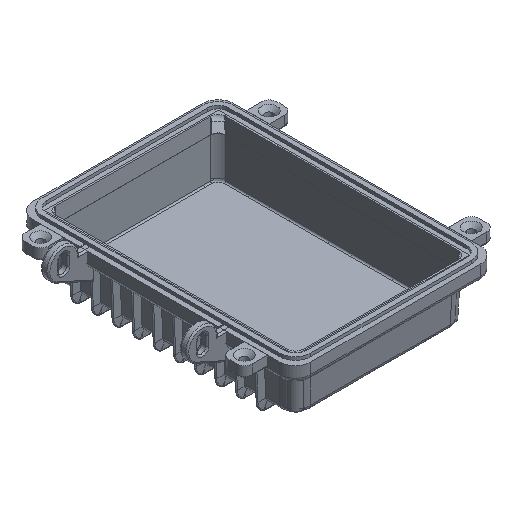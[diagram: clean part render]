
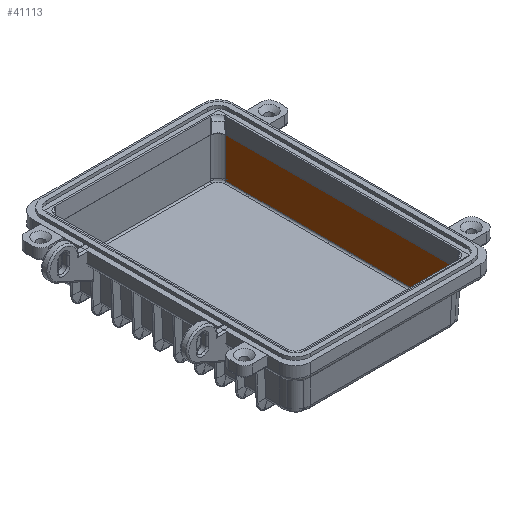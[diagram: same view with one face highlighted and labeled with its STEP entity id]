
A CAD part, isometric view. The second image highlights one B-rep face of the part: STEP entity #41113.
In plain terms, the highlighted planar face has unit normal (-0.999, 0, 0.035).
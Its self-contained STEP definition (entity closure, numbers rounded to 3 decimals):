
#40801 = CYLINDRICAL_SURFACE('',#40802,5.);
#40802 = AXIS2_PLACEMENT_3D('',#40803,#40804,#40805);
#40803 = CARTESIAN_POINT('',(50.301,-75.301,
    0.349));
#40804 = DIRECTION('',(-0.035,0.035,
    -0.999));
#40805 = DIRECTION('',(0.999,0.,
    -0.035));
#40848 = CYLINDRICAL_SURFACE('',#40849,5.);
#40849 = AXIS2_PLACEMENT_3D('',#40850,#40851,#40852);
#40850 = CARTESIAN_POINT('',(49.043,74.043,
    -35.651));
#40851 = DIRECTION('',(0.035,0.035,
    0.999));
#40852 = DIRECTION('',(0.999,0.,
    -0.035));
#40904 = EDGE_CURVE('',#40905,#40907,#40909,.T.);
#40905 = VERTEX_POINT('',#40906);
#40906 = CARTESIAN_POINT('',(54.942,-74.945,-10.));
#40907 = VERTEX_POINT('',#40908);
#40908 = CARTESIAN_POINT('',(54.068,-74.071,
    -35.035));
#40909 = SURFACE_CURVE('',#40910,(#40914,#40921),.PCURVE_S1.);
#40910 = LINE('',#40911,#40912);
#40911 = CARTESIAN_POINT('',(55.298,-75.301,
    0.174));
#40912 = VECTOR('',#40913,1.);
#40913 = DIRECTION('',(-0.035,0.035,
    -0.999));
#40914 = PCURVE('',#40801,#40915);
#40915 = DEFINITIONAL_REPRESENTATION('',(#40916),#40920);
#40916 = LINE('',#40917,#40918);
#40917 = CARTESIAN_POINT('',(0.,0.));
#40918 = VECTOR('',#40919,1.);
#40919 = DIRECTION('',(0.,1.));
#40920 = ( GEOMETRIC_REPRESENTATION_CONTEXT(2) 
PARAMETRIC_REPRESENTATION_CONTEXT() REPRESENTATION_CONTEXT('2D SPACE',''
  ) );
#40921 = PCURVE('',#40922,#40927);
#40922 = PLANE('',#40923);
#40923 = AXIS2_PLACEMENT_3D('',#40924,#40925,#40926);
#40924 = CARTESIAN_POINT('',(54.647,0.,-18.465)
  );
#40925 = DIRECTION('',(0.999,0.,-0.035));
#40926 = DIRECTION('',(0.,1.,0.));
#40927 = DEFINITIONAL_REPRESENTATION('',(#40928),#40932);
#40928 = LINE('',#40929,#40930);
#40929 = CARTESIAN_POINT('',(-75.301,18.651));
#40930 = VECTOR('',#40931,1.);
#40931 = DIRECTION('',(0.035,-0.999));
#40932 = ( GEOMETRIC_REPRESENTATION_CONTEXT(2) 
PARAMETRIC_REPRESENTATION_CONTEXT() REPRESENTATION_CONTEXT('2D SPACE',''
  ) );
#41013 = EDGE_CURVE('',#41014,#41016,#41018,.T.);
#41014 = VERTEX_POINT('',#41015);
#41015 = CARTESIAN_POINT('',(54.068,74.071,
    -35.035));
#41016 = VERTEX_POINT('',#41017);
#41017 = CARTESIAN_POINT('',(54.942,74.945,-10.));
#41018 = SURFACE_CURVE('',#41019,(#41023,#41030),.PCURVE_S1.);
#41019 = LINE('',#41020,#41021);
#41020 = CARTESIAN_POINT('',(54.04,74.043,
    -35.826));
#41021 = VECTOR('',#41022,1.);
#41022 = DIRECTION('',(0.035,0.035,
    0.999));
#41023 = PCURVE('',#40848,#41024);
#41024 = DEFINITIONAL_REPRESENTATION('',(#41025),#41029);
#41025 = LINE('',#41026,#41027);
#41026 = CARTESIAN_POINT('',(0.,0.));
#41027 = VECTOR('',#41028,1.);
#41028 = DIRECTION('',(0.,1.));
#41029 = ( GEOMETRIC_REPRESENTATION_CONTEXT(2) 
PARAMETRIC_REPRESENTATION_CONTEXT() REPRESENTATION_CONTEXT('2D SPACE',''
  ) );
#41030 = PCURVE('',#40922,#41031);
#41031 = DEFINITIONAL_REPRESENTATION('',(#41032),#41036);
#41032 = LINE('',#41033,#41034);
#41033 = CARTESIAN_POINT('',(74.043,-17.371));
#41034 = VECTOR('',#41035,1.);
#41035 = DIRECTION('',(0.035,0.999));
#41036 = ( GEOMETRIC_REPRESENTATION_CONTEXT(2) 
PARAMETRIC_REPRESENTATION_CONTEXT() REPRESENTATION_CONTEXT('2D SPACE',''
  ) );
#41113 = ADVANCED_FACE('',(#41114),#40922,.F.);
#41114 = FACE_BOUND('',#41115,.F.);
#41115 = EDGE_LOOP('',(#41116,#41130,#41131,#41157));
#41116 = ORIENTED_EDGE('',*,*,#41117,.T.);
#41117 = EDGE_CURVE('',#41016,#40905,#41118,.T.);
#41118 = SURFACE_CURVE('',#41119,(#41123),.PCURVE_S1.);
#41119 = LINE('',#41120,#41121);
#41120 = CARTESIAN_POINT('',(54.942,0.,-10.));
#41121 = VECTOR('',#41122,1.);
#41122 = DIRECTION('',(0.,-1.,0.));
#41123 = PCURVE('',#40922,#41124);
#41124 = DEFINITIONAL_REPRESENTATION('',(#41125),#41129);
#41125 = LINE('',#41126,#41127);
#41126 = CARTESIAN_POINT('',(0.,8.47));
#41127 = VECTOR('',#41128,1.);
#41128 = DIRECTION('',(-1.,0.));
#41129 = ( GEOMETRIC_REPRESENTATION_CONTEXT(2) 
PARAMETRIC_REPRESENTATION_CONTEXT() REPRESENTATION_CONTEXT('2D SPACE',''
  ) );
#41130 = ORIENTED_EDGE('',*,*,#40904,.T.);
#41131 = ORIENTED_EDGE('',*,*,#41132,.T.);
#41132 = EDGE_CURVE('',#40907,#41014,#41133,.T.);
#41133 = SURFACE_CURVE('',#41134,(#41138,#41145),.PCURVE_S1.);
#41134 = LINE('',#41135,#41136);
#41135 = CARTESIAN_POINT('',(54.068,-74.037,
    -35.035));
#41136 = VECTOR('',#41137,1.);
#41137 = DIRECTION('',(0.,1.,0.));
#41138 = PCURVE('',#40922,#41139);
#41139 = DEFINITIONAL_REPRESENTATION('',(#41140),#41144);
#41140 = LINE('',#41141,#41142);
#41141 = CARTESIAN_POINT('',(-74.037,-16.58));
#41142 = VECTOR('',#41143,1.);
#41143 = DIRECTION('',(1.,0.));
#41144 = ( GEOMETRIC_REPRESENTATION_CONTEXT(2) 
PARAMETRIC_REPRESENTATION_CONTEXT() REPRESENTATION_CONTEXT('2D SPACE',''
  ) );
#41145 = PCURVE('',#41146,#41151);
#41146 = CYLINDRICAL_SURFACE('',#41147,1.);
#41147 = AXIS2_PLACEMENT_3D('',#41148,#41149,#41150);
#41148 = CARTESIAN_POINT('',(53.069,-74.037,-35.));
#41149 = DIRECTION('',(0.,1.,0.));
#41150 = DIRECTION('',(0.999,0.,-0.035));
#41151 = DEFINITIONAL_REPRESENTATION('',(#41152),#41156);
#41152 = LINE('',#41153,#41154);
#41153 = CARTESIAN_POINT('',(0.,0.));
#41154 = VECTOR('',#41155,1.);
#41155 = DIRECTION('',(0.,1.));
#41156 = ( GEOMETRIC_REPRESENTATION_CONTEXT(2) 
PARAMETRIC_REPRESENTATION_CONTEXT() REPRESENTATION_CONTEXT('2D SPACE',''
  ) );
#41157 = ORIENTED_EDGE('',*,*,#41013,.T.);
